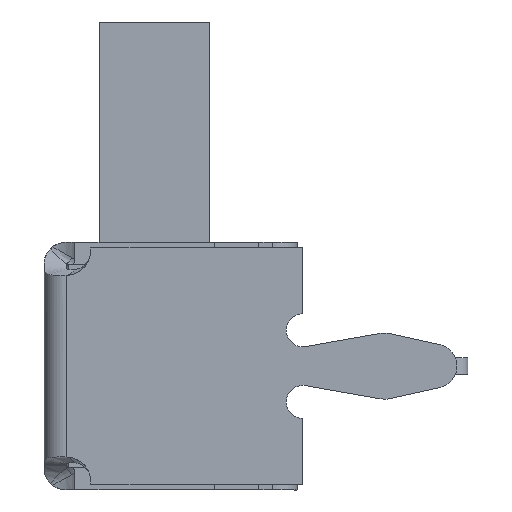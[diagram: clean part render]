
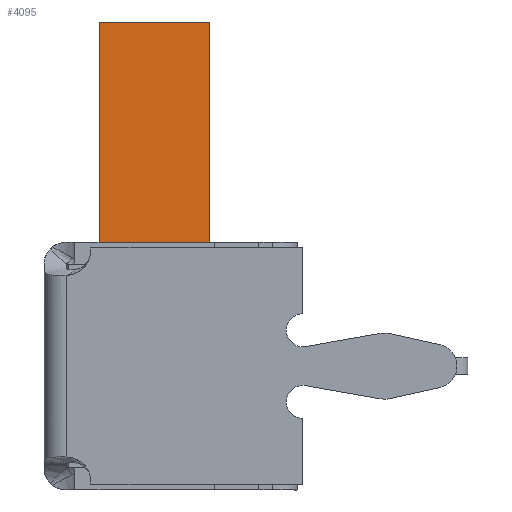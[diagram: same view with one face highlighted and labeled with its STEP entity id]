
A CAD part, left-side view. The second image highlights one B-rep face of the part: STEP entity #4095.
In plain terms, the highlighted planar face has unit normal (-1, 0, 0).
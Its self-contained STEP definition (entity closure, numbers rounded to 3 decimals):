
#450 = ORIENTED_EDGE ( 'NONE', *, *, #5256, .T. ) ;
#707 = EDGE_CURVE ( 'NONE', #2358, #3579, #6393, .T. ) ;
#1230 = DIRECTION ( 'NONE',  ( 1., 0., 0. ) ) ;
#1495 = LINE ( 'NONE', #2389, #5749 ) ;
#1522 = EDGE_LOOP ( 'NONE', ( #4878, #3296, #450, #5747 ) ) ;
#1537 = VERTEX_POINT ( 'NONE', #5309 ) ;
#1942 = VECTOR ( 'NONE', #5502, 1000. ) ;
#2152 = FACE_OUTER_BOUND ( 'NONE', #1522, .T. ) ;
#2358 = VERTEX_POINT ( 'NONE', #3664 ) ;
#2389 = CARTESIAN_POINT ( 'NONE',  ( -3., 3.7, 6.25 ) ) ;
#2440 = CARTESIAN_POINT ( 'NONE',  ( -3., 16.571, 1.85 ) ) ;
#2797 = CARTESIAN_POINT ( 'NONE',  ( -3., 1.7, 1.85 ) ) ;
#2848 = LINE ( 'NONE', #4493, #2909 ) ;
#2909 = VECTOR ( 'NONE', #3942, 1000. ) ;
#3170 = EDGE_CURVE ( 'NONE', #1537, #5661, #1495, .T. ) ;
#3296 = ORIENTED_EDGE ( 'NONE', *, *, #707, .T. ) ;
#3579 = VERTEX_POINT ( 'NONE', #2797 ) ;
#3664 = CARTESIAN_POINT ( 'NONE',  ( -3., 3.7, 1.85 ) ) ;
#3935 = DIRECTION ( 'NONE',  ( 0., -1., 0. ) ) ;
#3942 = DIRECTION ( 'NONE',  ( 0., 0., 1. ) ) ;
#4095 = ADVANCED_FACE ( 'NONE', ( #2152 ), #4283, .F. ) ;
#4283 = PLANE ( 'NONE',  #6501 ) ;
#4493 = CARTESIAN_POINT ( 'NONE',  ( -3., 3.7, 1.8 ) ) ;
#4878 = ORIENTED_EDGE ( 'NONE', *, *, #5246, .F. ) ;
#5118 = VECTOR ( 'NONE', #5536, 1000. ) ;
#5131 = LINE ( 'NONE', #5500, #5118 ) ;
#5246 = EDGE_CURVE ( 'NONE', #2358, #1537, #2848, .T. ) ;
#5256 = EDGE_CURVE ( 'NONE', #3579, #5661, #5131, .T. ) ;
#5309 = CARTESIAN_POINT ( 'NONE',  ( -3., 3.7, 6.25 ) ) ;
#5500 = CARTESIAN_POINT ( 'NONE',  ( -3., 1.7, 1.8 ) ) ;
#5502 = DIRECTION ( 'NONE',  ( 0., -1., 0. ) ) ;
#5528 = CARTESIAN_POINT ( 'NONE',  ( -3., 1.7, 6.25 ) ) ;
#5536 = DIRECTION ( 'NONE',  ( 0., 0., 1. ) ) ;
#5661 = VERTEX_POINT ( 'NONE', #5528 ) ;
#5747 = ORIENTED_EDGE ( 'NONE', *, *, #3170, .F. ) ;
#5749 = VECTOR ( 'NONE', #3935, 1000. ) ;
#5835 = CARTESIAN_POINT ( 'NONE',  ( -3., 3.7, 1.8 ) ) ;
#5932 = DIRECTION ( 'NONE',  ( 0., 0., -1. ) ) ;
#6393 = LINE ( 'NONE', #2440, #1942 ) ;
#6501 = AXIS2_PLACEMENT_3D ( 'NONE', #5835, #1230, #5932 ) ;
